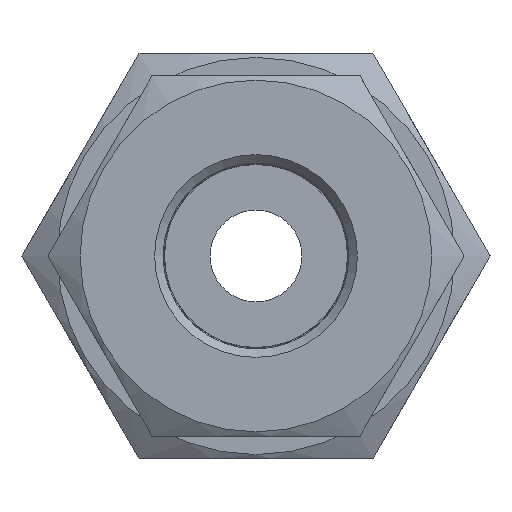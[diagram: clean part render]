
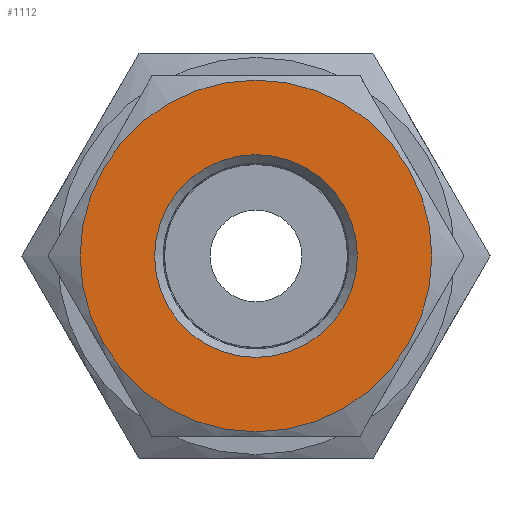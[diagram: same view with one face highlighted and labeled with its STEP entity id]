
A CAD part, left-side view. The second image highlights one B-rep face of the part: STEP entity #1112.
In plain terms, the highlighted planar face has unit normal (-1, 0, 0).
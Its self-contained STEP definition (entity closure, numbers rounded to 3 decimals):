
#850=CARTESIAN_POINT('',(-13.66,-12.57,-10.976));
#851=VERTEX_POINT('',#850);
#852=CARTESIAN_POINT('',(-13.66,-10.782,-7.88));
#853=DIRECTION('',(-1.0,0.,0.));
#854=DIRECTION('',(0.,0.5,0.866));
#855=AXIS2_PLACEMENT_3D('',#852,#853,#854);
#856=CIRCLE('',#855,3.575);
#857=EDGE_CURVE('',#851,#851,#856,.T.);
#1093=CARTESIAN_POINT('',(-13.66,-9.232,-5.195));
#1094=DIRECTION('',(-1.0,0.0,0.0));
#1095=DIRECTION('',(0.0,-0.866,0.5));
#1096=AXIS2_PLACEMENT_3D('',#1093,#1094,#1095);
#1097=PLANE('',#1096);
#1098=CARTESIAN_POINT('',(-13.66,-7.682,-2.51));
#1099=VERTEX_POINT('',#1098);
#1100=CARTESIAN_POINT('',(-13.66,-10.782,-7.88));
#1101=DIRECTION('',(1.0,0.,0.));
#1102=DIRECTION('',(0.,0.5,0.866));
#1103=AXIS2_PLACEMENT_3D('',#1100,#1101,#1102);
#1104=CIRCLE('',#1103,6.2);
#1105=EDGE_CURVE('',#1099,#1099,#1104,.T.);
#1106=ORIENTED_EDGE('',*,*,#1105,.F.);
#1107=EDGE_LOOP('',(#1106));
#1108=FACE_OUTER_BOUND('',#1107,.T.);
#1109=ORIENTED_EDGE('',*,*,#857,.F.);
#1110=EDGE_LOOP('',(#1109));
#1111=FACE_BOUND('',#1110,.T.);
#1112=ADVANCED_FACE('',(#1108,#1111),#1097,.T.);
